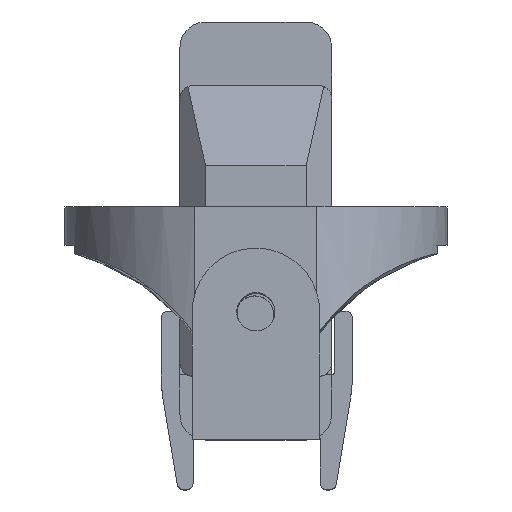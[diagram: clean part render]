
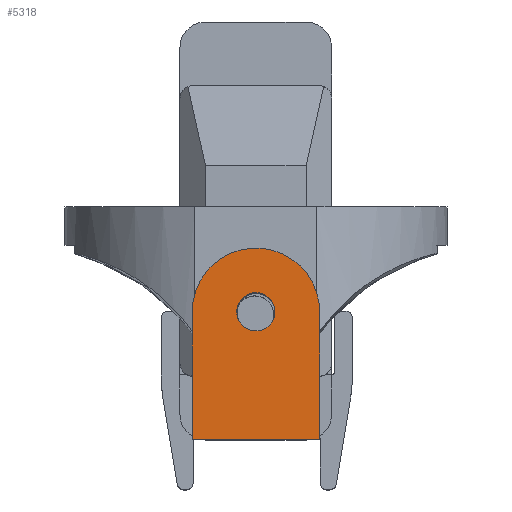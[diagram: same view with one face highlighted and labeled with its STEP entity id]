
A CAD part, top view. The second image highlights one B-rep face of the part: STEP entity #5318.
In plain terms, the highlighted planar face has unit normal (0, 0, 1).
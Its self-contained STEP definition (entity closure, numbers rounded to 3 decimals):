
#48=FACE_BOUND('',#609,.T.);
#108=PLANE('',#5661);
#330=FACE_OUTER_BOUND('',#608,.T.);
#608=EDGE_LOOP('',(#3921,#3922,#3923,#3924,#3925));
#609=EDGE_LOOP('',(#3926));
#916=LINE('',#7703,#1541);
#935=LINE('',#7746,#1560);
#974=LINE('',#7855,#1599);
#975=LINE('',#7856,#1600);
#1541=VECTOR('',#6197,10.);
#1560=VECTOR('',#6224,10.);
#1599=VECTOR('',#6345,10.);
#1600=VECTOR('',#6346,10.);
#2126=CIRCLE('',#5634,5.);
#2134=CIRCLE('',#5653,1.5);
#2311=VERTEX_POINT('',#7700);
#2312=VERTEX_POINT('',#7702);
#2331=VERTEX_POINT('',#7743);
#2332=VERTEX_POINT('',#7745);
#2346=VERTEX_POINT('',#7790);
#2358=VERTEX_POINT('',#7837);
#2880=EDGE_CURVE('',#2311,#2312,#916,.T.);
#2901=EDGE_CURVE('',#2332,#2331,#935,.T.);
#2925=EDGE_CURVE('',#2311,#2346,#2126,.T.);
#2949=EDGE_CURVE('',#2358,#2358,#2134,.T.);
#2957=EDGE_CURVE('',#2332,#2346,#974,.T.);
#2958=EDGE_CURVE('',#2312,#2331,#975,.T.);
#3921=ORIENTED_EDGE('',*,*,#2957,.F.);
#3922=ORIENTED_EDGE('',*,*,#2901,.T.);
#3923=ORIENTED_EDGE('',*,*,#2958,.F.);
#3924=ORIENTED_EDGE('',*,*,#2880,.F.);
#3925=ORIENTED_EDGE('',*,*,#2925,.T.);
#3926=ORIENTED_EDGE('',*,*,#2949,.T.);
#5318=ADVANCED_FACE('',(#330,#48),#108,.F.);
#5634=AXIS2_PLACEMENT_3D('',#7792,#6269,#6270);
#5653=AXIS2_PLACEMENT_3D('',#7839,#6323,#6324);
#5661=AXIS2_PLACEMENT_3D('',#7854,#6343,#6344);
#6197=DIRECTION('',(0.,-1.,0.));
#6224=DIRECTION('',(0.,-1.,0.));
#6269=DIRECTION('center_axis',(0.,0.,
1.));
#6270=DIRECTION('ref_axis',(-1.,0.,0.));
#6323=DIRECTION('center_axis',(0.,0.,
-1.));
#6324=DIRECTION('ref_axis',(1.,0.,0.));
#6343=DIRECTION('center_axis',(0.,0.,
-1.));
#6344=DIRECTION('ref_axis',(0.,1.,0.));
#6345=DIRECTION('',(1.,0.,0.));
#6346=DIRECTION('',(-1.,0.,0.));
#7700=CARTESIAN_POINT('',(4.495,34.758,333.328));
#7702=CARTESIAN_POINT('',(4.495,24.912,333.328));
#7703=CARTESIAN_POINT('',(4.495,27.412,333.328));
#7743=CARTESIAN_POINT('',(-5.505,24.912,333.328));
#7745=CARTESIAN_POINT('',(-5.505,34.912,333.328));
#7746=CARTESIAN_POINT('',(-5.505,32.412,333.328));
#7790=CARTESIAN_POINT('',(-5.502,34.912,333.328));
#7792=CARTESIAN_POINT('Origin',(-0.502,34.92,333.328));
#7837=CARTESIAN_POINT('',(-2.002,34.92,333.328));
#7839=CARTESIAN_POINT('Origin',(-0.502,34.92,333.328));
#7854=CARTESIAN_POINT('Origin',(-0.505,27.412,333.328));
#7855=CARTESIAN_POINT('',(-0.505,34.912,333.328));
#7856=CARTESIAN_POINT('',(-0.505,24.912,333.328));
